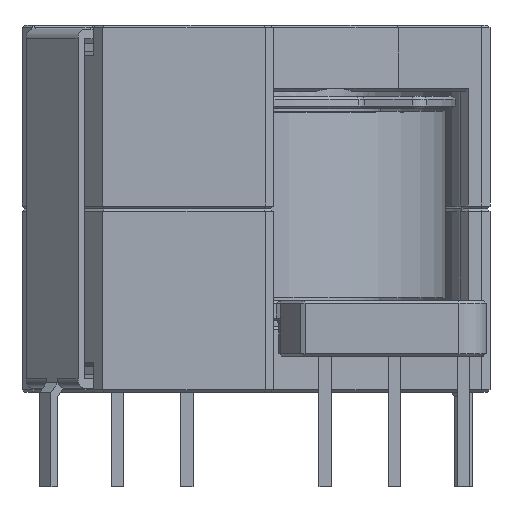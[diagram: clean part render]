
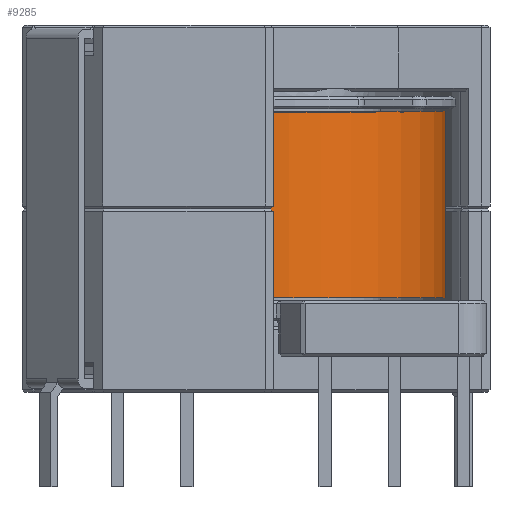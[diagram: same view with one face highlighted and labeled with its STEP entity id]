
A CAD part, front view. The second image highlights one B-rep face of the part: STEP entity #9285.
In plain terms, the highlighted cylindrical face has radius 6.959 mm (diameter 13.918 mm), a full revolution.
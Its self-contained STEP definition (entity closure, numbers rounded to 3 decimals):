
#72=CYLINDRICAL_SURFACE('',#9843,6.959);
#124=CIRCLE('',#9839,6.959);
#125=CIRCLE('',#9841,6.959);
#202=FACE_BOUND('',#1540,.T.);
#1000=FACE_OUTER_BOUND('',#1539,.T.);
#1539=EDGE_LOOP('',(#7611));
#1540=EDGE_LOOP('',(#7612));
#4493=VERTEX_POINT('',#14661);
#4494=VERTEX_POINT('',#14664);
#5563=EDGE_CURVE('',#4493,#4493,#124,.T.);
#5564=EDGE_CURVE('',#4494,#4494,#125,.T.);
#7611=ORIENTED_EDGE('',*,*,#5564,.F.);
#7612=ORIENTED_EDGE('',*,*,#5563,.F.);
#9285=ADVANCED_FACE('',(#1000,#202),#72,.T.);
#9839=AXIS2_PLACEMENT_3D('',#14662,#11589,#11590);
#9841=AXIS2_PLACEMENT_3D('',#14665,#11593,#11594);
#9843=AXIS2_PLACEMENT_3D('',#14668,#11597,#11598);
#11589=DIRECTION('center_axis',(0.,0.,1.));
#11590=DIRECTION('ref_axis',(-1.,0.,0.));
#11593=DIRECTION('center_axis',(0.,0.,-1.));
#11594=DIRECTION('ref_axis',(-1.,0.,0.));
#11597=DIRECTION('center_axis',(0.,0.,1.));
#11598=DIRECTION('ref_axis',(-1.,0.,0.));
#14661=CARTESIAN_POINT('',(6.959,0.,10.325));
#14662=CARTESIAN_POINT('Origin',(0.,0.,10.325));
#14664=CARTESIAN_POINT('',(6.959,0.,3.475));
#14665=CARTESIAN_POINT('Origin',(0.,0.,3.475));
#14668=CARTESIAN_POINT('Origin',(0.,0.,6.9));
